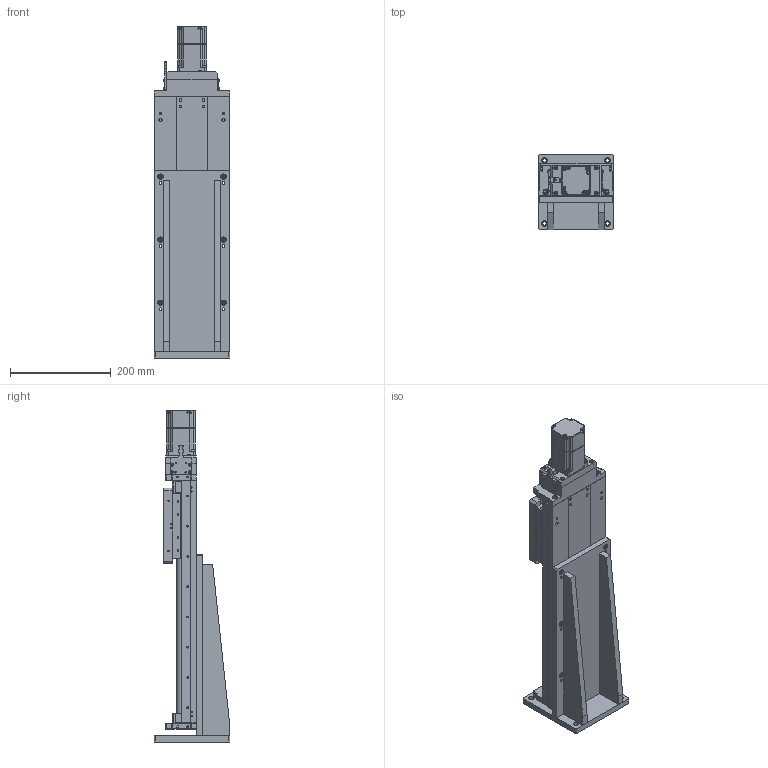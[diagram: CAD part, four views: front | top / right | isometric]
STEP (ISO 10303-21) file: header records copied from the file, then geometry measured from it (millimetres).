
FILE_DESCRIPTION (( 'STEP AP203' ), '1' );
FILE_NAME ('PA300-Z.step', '2019-05-06T08:20:26', ( '' ), ( '' ), 'SwSTEP 2.0', 'SolidWorks 2017', '' );
FILE_SCHEMA (( 'CONFIG_CONTROL_DESIGN' ));
Products named in the file (1): PA300-Z
Bounding box: 150 x 150 x 658.5 mm (x, y, z)
Surface area: 676982.9 mm2 (no closed solid volume)
Topology: 0 solids, 141 shells, 1595 faces, 5851 edges, 4233 vertices
Faces by surface type: plane 817, cylinder 510, torus 120, bspline 80, cone 52, sphere 16
Entity records: 67409 total; most frequent: CARTESIAN_POINT 17571, DIRECTION 10722, ORIENTED_EDGE 8788, EDGE_CURVE 5795, VERTEX_POINT 4233, AXIS2_PLACEMENT_3D 3642, LINE 3438, VECTOR 3438
